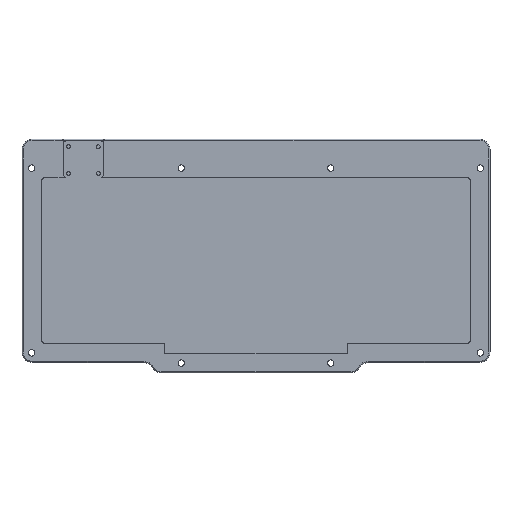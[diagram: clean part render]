
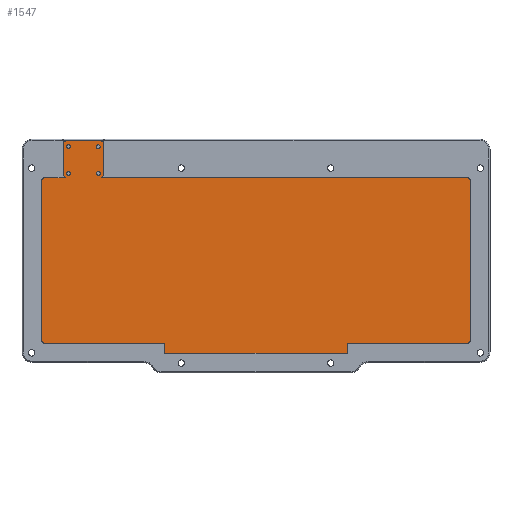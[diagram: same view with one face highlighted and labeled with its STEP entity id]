
A CAD part, top view. The second image highlights one B-rep face of the part: STEP entity #1547.
In plain terms, the highlighted planar face has unit normal (0, 0, 1).
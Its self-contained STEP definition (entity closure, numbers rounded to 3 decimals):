
#15=FACE_BOUND('',#276,.T.);
#16=FACE_BOUND('',#277,.T.);
#17=FACE_BOUND('',#278,.T.);
#18=FACE_BOUND('',#279,.T.);
#68=CIRCLE('',#1651,2.5);
#69=CIRCLE('',#1652,2.);
#70=CIRCLE('',#1653,2.);
#71=CIRCLE('',#1654,2.);
#72=CIRCLE('',#1655,2.);
#73=CIRCLE('',#1656,2.5);
#74=CIRCLE('',#1657,0.9);
#75=CIRCLE('',#1658,0.9);
#76=CIRCLE('',#1659,0.9);
#77=CIRCLE('',#1660,0.9);
#179=FACE_OUTER_BOUND('',#275,.T.);
#275=EDGE_LOOP('',(#1075,#1076,#1077,#1078,#1079,#1080,#1081,#1082,#1083,
#1084,#1085,#1086,#1087,#1088,#1089,#1090,#1091,#1092,#1093,#1094,#1095,
#1096));
#276=EDGE_LOOP('',(#1097));
#277=EDGE_LOOP('',(#1098));
#278=EDGE_LOOP('',(#1099));
#279=EDGE_LOOP('',(#1100));
#390=LINE('',#2340,#536);
#400=LINE('',#2365,#546);
#403=LINE('',#2371,#549);
#404=LINE('',#2375,#550);
#405=LINE('',#2377,#551);
#406=LINE('',#2379,#552);
#407=LINE('',#2383,#553);
#408=LINE('',#2387,#554);
#409=LINE('',#2391,#555);
#410=LINE('',#2393,#556);
#411=LINE('',#2395,#557);
#412=LINE('',#2397,#558);
#413=LINE('',#2399,#559);
#414=LINE('',#2403,#560);
#415=LINE('',#2407,#561);
#416=LINE('',#2409,#562);
#536=VECTOR('',#1834,10.);
#546=VECTOR('',#1856,10.);
#549=VECTOR('',#1861,10.);
#550=VECTOR('',#1866,10.);
#551=VECTOR('',#1867,10.);
#552=VECTOR('',#1868,10.);
#553=VECTOR('',#1871,10.);
#554=VECTOR('',#1874,10.);
#555=VECTOR('',#1877,10.);
#556=VECTOR('',#1878,10.);
#557=VECTOR('',#1879,10.);
#558=VECTOR('',#1880,10.);
#559=VECTOR('',#1881,10.);
#560=VECTOR('',#1884,10.);
#561=VECTOR('',#1887,10.);
#562=VECTOR('',#1890,10.);
#679=VERTEX_POINT('',#2330);
#681=VERTEX_POINT('',#2336);
#690=VERTEX_POINT('',#2362);
#691=VERTEX_POINT('',#2364);
#693=VERTEX_POINT('',#2370);
#694=VERTEX_POINT('',#2374);
#695=VERTEX_POINT('',#2376);
#696=VERTEX_POINT('',#2378);
#697=VERTEX_POINT('',#2380);
#698=VERTEX_POINT('',#2382);
#699=VERTEX_POINT('',#2384);
#700=VERTEX_POINT('',#2386);
#701=VERTEX_POINT('',#2388);
#702=VERTEX_POINT('',#2390);
#703=VERTEX_POINT('',#2392);
#704=VERTEX_POINT('',#2394);
#705=VERTEX_POINT('',#2396);
#706=VERTEX_POINT('',#2398);
#707=VERTEX_POINT('',#2400);
#708=VERTEX_POINT('',#2402);
#709=VERTEX_POINT('',#2404);
#710=VERTEX_POINT('',#2406);
#711=VERTEX_POINT('',#2410);
#712=VERTEX_POINT('',#2412);
#713=VERTEX_POINT('',#2414);
#714=VERTEX_POINT('',#2416);
#822=EDGE_CURVE('',#679,#681,#390,.T.);
#834=EDGE_CURVE('',#690,#691,#400,.T.);
#837=EDGE_CURVE('',#693,#681,#403,.T.);
#839=EDGE_CURVE('',#694,#679,#404,.T.);
#840=EDGE_CURVE('',#694,#695,#405,.T.);
#841=EDGE_CURVE('',#696,#695,#406,.T.);
#842=EDGE_CURVE('',#697,#696,#68,.T.);
#843=EDGE_CURVE('',#698,#697,#407,.T.);
#844=EDGE_CURVE('',#698,#699,#69,.T.);
#845=EDGE_CURVE('',#700,#699,#408,.T.);
#846=EDGE_CURVE('',#700,#701,#70,.T.);
#847=EDGE_CURVE('',#702,#701,#409,.T.);
#848=EDGE_CURVE('',#703,#702,#410,.T.);
#849=EDGE_CURVE('',#704,#703,#411,.T.);
#850=EDGE_CURVE('',#705,#704,#412,.T.);
#851=EDGE_CURVE('',#706,#705,#413,.T.);
#852=EDGE_CURVE('',#706,#707,#71,.T.);
#853=EDGE_CURVE('',#708,#707,#414,.T.);
#854=EDGE_CURVE('',#708,#709,#72,.T.);
#855=EDGE_CURVE('',#710,#709,#415,.T.);
#856=EDGE_CURVE('',#691,#710,#73,.T.);
#857=EDGE_CURVE('',#690,#693,#416,.T.);
#858=EDGE_CURVE('',#711,#711,#74,.T.);
#859=EDGE_CURVE('',#712,#712,#75,.T.);
#860=EDGE_CURVE('',#713,#713,#76,.T.);
#861=EDGE_CURVE('',#714,#714,#77,.T.);
#1075=ORIENTED_EDGE('',*,*,#822,.F.);
#1076=ORIENTED_EDGE('',*,*,#839,.F.);
#1077=ORIENTED_EDGE('',*,*,#840,.T.);
#1078=ORIENTED_EDGE('',*,*,#841,.F.);
#1079=ORIENTED_EDGE('',*,*,#842,.F.);
#1080=ORIENTED_EDGE('',*,*,#843,.F.);
#1081=ORIENTED_EDGE('',*,*,#844,.T.);
#1082=ORIENTED_EDGE('',*,*,#845,.F.);
#1083=ORIENTED_EDGE('',*,*,#846,.T.);
#1084=ORIENTED_EDGE('',*,*,#847,.F.);
#1085=ORIENTED_EDGE('',*,*,#848,.F.);
#1086=ORIENTED_EDGE('',*,*,#849,.F.);
#1087=ORIENTED_EDGE('',*,*,#850,.F.);
#1088=ORIENTED_EDGE('',*,*,#851,.F.);
#1089=ORIENTED_EDGE('',*,*,#852,.T.);
#1090=ORIENTED_EDGE('',*,*,#853,.F.);
#1091=ORIENTED_EDGE('',*,*,#854,.T.);
#1092=ORIENTED_EDGE('',*,*,#855,.F.);
#1093=ORIENTED_EDGE('',*,*,#856,.F.);
#1094=ORIENTED_EDGE('',*,*,#834,.F.);
#1095=ORIENTED_EDGE('',*,*,#857,.T.);
#1096=ORIENTED_EDGE('',*,*,#837,.T.);
#1097=ORIENTED_EDGE('',*,*,#858,.T.);
#1098=ORIENTED_EDGE('',*,*,#859,.T.);
#1099=ORIENTED_EDGE('',*,*,#860,.T.);
#1100=ORIENTED_EDGE('',*,*,#861,.T.);
#1502=PLANE('',#1650);
#1547=ADVANCED_FACE('',(#179,#15,#16,#17,#18),#1502,.T.);
#1650=AXIS2_PLACEMENT_3D('',#2373,#1864,#1865);
#1651=AXIS2_PLACEMENT_3D('',#2381,#1869,#1870);
#1652=AXIS2_PLACEMENT_3D('',#2385,#1872,#1873);
#1653=AXIS2_PLACEMENT_3D('',#2389,#1875,#1876);
#1654=AXIS2_PLACEMENT_3D('',#2401,#1882,#1883);
#1655=AXIS2_PLACEMENT_3D('',#2405,#1885,#1886);
#1656=AXIS2_PLACEMENT_3D('',#2408,#1888,#1889);
#1657=AXIS2_PLACEMENT_3D('',#2411,#1891,#1892);
#1658=AXIS2_PLACEMENT_3D('',#2413,#1893,#1894);
#1659=AXIS2_PLACEMENT_3D('',#2415,#1895,#1896);
#1660=AXIS2_PLACEMENT_3D('',#2417,#1897,#1898);
#1834=DIRECTION('',(1.,0.,0.));
#1856=DIRECTION('',(0.,-1.,0.));
#1861=DIRECTION('',(0.,1.,0.));
#1864=DIRECTION('center_axis',(0.,0.,1.));
#1865=DIRECTION('ref_axis',(1.,0.,0.));
#1866=DIRECTION('',(0.,1.,0.));
#1867=DIRECTION('',(-1.,0.,0.));
#1868=DIRECTION('',(0.,1.,0.));
#1869=DIRECTION('center_axis',(0.,0.,-1.));
#1870=DIRECTION('ref_axis',(-1.,0.,0.));
#1871=DIRECTION('',(1.,0.,0.));
#1872=DIRECTION('center_axis',(0.,0.,1.));
#1873=DIRECTION('ref_axis',(-0.707,0.707,0.));
#1874=DIRECTION('',(0.,1.,0.));
#1875=DIRECTION('center_axis',(0.,0.,1.));
#1876=DIRECTION('ref_axis',(-0.707,-0.707,0.));
#1877=DIRECTION('',(-1.,0.,0.));
#1878=DIRECTION('',(0.,1.,0.));
#1879=DIRECTION('',(-1.,0.,0.));
#1880=DIRECTION('',(0.,-1.,0.));
#1881=DIRECTION('',(-1.,0.,0.));
#1882=DIRECTION('center_axis',(0.,0.,1.));
#1883=DIRECTION('ref_axis',(0.707,-0.707,0.));
#1884=DIRECTION('',(0.,-1.,0.));
#1885=DIRECTION('center_axis',(0.,0.,1.));
#1886=DIRECTION('ref_axis',(0.707,0.707,0.));
#1887=DIRECTION('',(1.,0.,0.));
#1888=DIRECTION('center_axis',(0.,0.,-1.));
#1889=DIRECTION('ref_axis',(0.,-1.,0.));
#1890=DIRECTION('',(-1.,0.,0.));
#1891=DIRECTION('center_axis',(0.,0.,-1.));
#1892=DIRECTION('ref_axis',(-1.,0.,0.));
#1893=DIRECTION('center_axis',(0.,0.,-1.));
#1894=DIRECTION('ref_axis',(-1.,0.,0.));
#1895=DIRECTION('center_axis',(0.,0.,-1.));
#1896=DIRECTION('ref_axis',(-1.,0.,0.));
#1897=DIRECTION('center_axis',(0.,0.,-1.));
#1898=DIRECTION('ref_axis',(-1.,0.,0.));
#2330=CARTESIAN_POINT('',(35.967,138.307,4.));
#2336=CARTESIAN_POINT('',(52.967,138.307,4.));
#2340=CARTESIAN_POINT('',(180.311,138.307,4.));
#2362=CARTESIAN_POINT('',(53.967,137.807,4.));
#2364=CARTESIAN_POINT('',(53.967,122.807,4.));
#2365=CARTESIAN_POINT('',(53.967,122.807,4.));
#2370=CARTESIAN_POINT('',(52.967,137.807,4.));
#2371=CARTESIAN_POINT('',(52.967,138.807,4.));
#2373=CARTESIAN_POINT('Origin',(125.43,79.576,4.));
#2374=CARTESIAN_POINT('',(35.967,137.807,4.));
#2375=CARTESIAN_POINT('',(35.967,138.807,4.));
#2376=CARTESIAN_POINT('',(34.967,137.807,4.));
#2377=CARTESIAN_POINT('',(80.449,137.807,4.));
#2378=CARTESIAN_POINT('',(34.967,122.807,4.));
#2379=CARTESIAN_POINT('',(34.967,135.307,4.));
#2380=CARTESIAN_POINT('',(35.967,120.807,4.));
#2381=CARTESIAN_POINT('Origin',(37.467,122.807,4.));
#2382=CARTESIAN_POINT('',(26.667,120.807,4.));
#2383=CARTESIAN_POINT('',(75.049,120.807,4.));
#2384=CARTESIAN_POINT('',(24.667,118.807,4.));
#2385=CARTESIAN_POINT('Origin',(26.667,118.807,4.));
#2386=CARTESIAN_POINT('',(24.667,45.107,4.));
#2387=CARTESIAN_POINT('',(24.667,61.341,4.));
#2388=CARTESIAN_POINT('',(26.667,43.107,4.));
#2389=CARTESIAN_POINT('Origin',(26.667,45.107,4.));
#2390=CARTESIAN_POINT('',(82.58,43.107,4.));
#2391=CARTESIAN_POINT('',(106.005,43.107,4.));
#2392=CARTESIAN_POINT('',(82.58,38.345,4.));
#2393=CARTESIAN_POINT('',(82.58,38.345,4.));
#2394=CARTESIAN_POINT('',(168.28,38.345,4.));
#2395=CARTESIAN_POINT('',(144.855,38.345,4.));
#2396=CARTESIAN_POINT('',(168.28,43.107,4.));
#2397=CARTESIAN_POINT('',(168.28,43.107,4.));
#2398=CARTESIAN_POINT('',(224.192,43.107,4.));
#2399=CARTESIAN_POINT('',(175.811,43.107,4.));
#2400=CARTESIAN_POINT('',(226.192,45.107,4.));
#2401=CARTESIAN_POINT('Origin',(224.192,45.107,4.));
#2402=CARTESIAN_POINT('',(226.192,118.807,4.));
#2403=CARTESIAN_POINT('',(226.192,100.191,4.));
#2404=CARTESIAN_POINT('',(224.192,120.807,4.));
#2405=CARTESIAN_POINT('Origin',(224.192,118.807,4.));
#2406=CARTESIAN_POINT('',(52.967,120.807,4.));
#2407=CARTESIAN_POINT('',(75.049,120.807,4.));
#2408=CARTESIAN_POINT('Origin',(51.467,122.807,4.));
#2409=CARTESIAN_POINT('',(89.449,137.807,4.));
#2410=CARTESIAN_POINT('',(52.367,122.807,4.));
#2411=CARTESIAN_POINT('Origin',(51.467,122.807,4.));
#2412=CARTESIAN_POINT('',(38.367,135.307,4.));
#2413=CARTESIAN_POINT('Origin',(37.467,135.307,4.));
#2414=CARTESIAN_POINT('',(52.367,135.307,4.));
#2415=CARTESIAN_POINT('Origin',(51.467,135.307,4.));
#2416=CARTESIAN_POINT('',(38.367,122.807,4.));
#2417=CARTESIAN_POINT('Origin',(37.467,122.807,4.));
